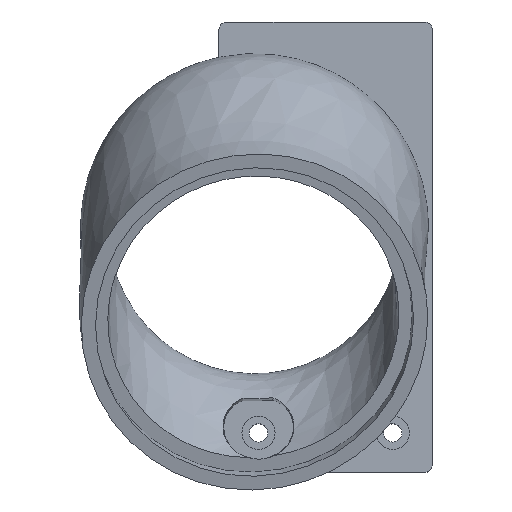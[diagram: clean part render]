
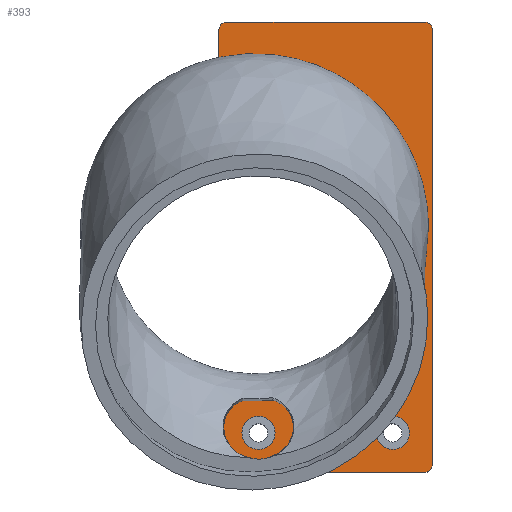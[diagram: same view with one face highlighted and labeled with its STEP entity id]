
A CAD part, top view. The second image highlights one B-rep face of the part: STEP entity #393.
In plain terms, the highlighted planar face has unit normal (0, 0, 1).
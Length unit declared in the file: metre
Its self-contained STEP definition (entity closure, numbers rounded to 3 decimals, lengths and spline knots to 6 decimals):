
#28=LINE('',#990,#50);
#29=LINE('',#995,#51);
#30=LINE('',#1019,#52);
#31=LINE('',#1023,#53);
#32=LINE('',#1027,#54);
#50=VECTOR('',#494,1.);
#51=VECTOR('',#497,1.);
#52=VECTOR('',#498,1.);
#53=VECTOR('',#501,1.);
#54=VECTOR('',#504,1.);
#74=CIRCLE('',#438,0.001);
#75=CIRCLE('',#439,0.001);
#76=CIRCLE('',#440,0.001);
#77=CIRCLE('',#441,0.001);
#78=CIRCLE('',#442,0.0021);
#79=CIRCLE('',#443,0.0021);
#87=PLANE('',#437);
#115=ORIENTED_EDGE('',*,*,#220,.F.);
#116=ORIENTED_EDGE('',*,*,#221,.T.);
#117=ORIENTED_EDGE('',*,*,#222,.F.);
#118=ORIENTED_EDGE('',*,*,#223,.T.);
#119=ORIENTED_EDGE('',*,*,#224,.T.);
#120=ORIENTED_EDGE('',*,*,#225,.T.);
#121=ORIENTED_EDGE('',*,*,#226,.F.);
#122=ORIENTED_EDGE('',*,*,#227,.T.);
#123=ORIENTED_EDGE('',*,*,#228,.T.);
#124=ORIENTED_EDGE('',*,*,#229,.T.);
#125=ORIENTED_EDGE('',*,*,#230,.T.);
#126=ORIENTED_EDGE('',*,*,#231,.T.);
#127=ORIENTED_EDGE('',*,*,#232,.F.);
#128=ORIENTED_EDGE('',*,*,#233,.F.);
#220=EDGE_CURVE('',#273,#274,#28,.T.);
#221=EDGE_CURVE('',#273,#275,#74,.T.);
#222=EDGE_CURVE('',#276,#275,#29,.T.);
#223=EDGE_CURVE('',#276,#277,#299,.T.);
#224=EDGE_CURVE('',#277,#278,#300,.T.);
#225=EDGE_CURVE('',#278,#279,#301,.T.);
#226=EDGE_CURVE('',#280,#279,#30,.T.);
#227=EDGE_CURVE('',#280,#281,#75,.T.);
#228=EDGE_CURVE('',#281,#282,#31,.T.);
#229=EDGE_CURVE('',#282,#283,#76,.T.);
#230=EDGE_CURVE('',#283,#284,#32,.T.);
#231=EDGE_CURVE('',#284,#274,#77,.T.);
#232=EDGE_CURVE('',#285,#285,#78,.T.);
#233=EDGE_CURVE('',#286,#286,#79,.T.);
#273=VERTEX_POINT('',#991);
#274=VERTEX_POINT('',#992);
#275=VERTEX_POINT('',#994);
#276=VERTEX_POINT('',#996);
#277=VERTEX_POINT('',#1008);
#278=VERTEX_POINT('',#1013);
#279=VERTEX_POINT('',#1018);
#280=VERTEX_POINT('',#1020);
#281=VERTEX_POINT('',#1022);
#282=VERTEX_POINT('',#1024);
#283=VERTEX_POINT('',#1026);
#284=VERTEX_POINT('',#1028);
#285=VERTEX_POINT('',#1031);
#286=VERTEX_POINT('',#1033);
#299=B_SPLINE_CURVE_WITH_KNOTS('',3,(#997,#998,#999,#1000,#1001,#1002,#1003,
#1004,#1005,#1006,#1007),.UNSPECIFIED.,.F.,.F.,(4,1,1,1,1,1,1,1,4),(0.,
0.11406,0.228121,0.342181,0.456242,
0.570302,0.684363,0.798423,0.912484),
 .UNSPECIFIED.);
#300=B_SPLINE_CURVE_WITH_KNOTS('',3,(#1009,#1010,#1011,#1012),
 .UNSPECIFIED.,.F.,.F.,(4,4),(0.912484,0.960765),
 .UNSPECIFIED.);
#301=B_SPLINE_CURVE_WITH_KNOTS('',3,(#1014,#1015,#1016,#1017),
 .UNSPECIFIED.,.F.,.F.,(4,4),(0.960765,1.),.UNSPECIFIED.);
#312=EDGE_LOOP('',(#115,#116,#117,#118,#119,#120,#121,#122,#123,#124,#125,
#126));
#313=EDGE_LOOP('',(#127));
#314=EDGE_LOOP('',(#128));
#353=FACE_BOUND('',#312,.T.);
#354=FACE_BOUND('',#313,.T.);
#355=FACE_BOUND('',#314,.T.);
#393=ADVANCED_FACE('',(#353,#354,#355),#87,.T.);
#437=AXIS2_PLACEMENT_3D('',#989,#492,#493);
#438=AXIS2_PLACEMENT_3D('',#993,#495,#496);
#439=AXIS2_PLACEMENT_3D('',#1021,#499,#500);
#440=AXIS2_PLACEMENT_3D('',#1025,#502,#503);
#441=AXIS2_PLACEMENT_3D('',#1029,#505,#506);
#442=AXIS2_PLACEMENT_3D('',#1030,#507,#508);
#443=AXIS2_PLACEMENT_3D('',#1032,#509,#510);
#492=DIRECTION('',(0.,0.,1.));
#493=DIRECTION('',(1.,0.,0.));
#494=DIRECTION('',(1.,0.,0.));
#495=DIRECTION('',(0.,0.,1.));
#496=DIRECTION('',(1.,0.,0.));
#497=DIRECTION('',(0.,1.,0.));
#498=DIRECTION('',(0.,1.,0.));
#499=DIRECTION('',(0.,0.,1.));
#500=DIRECTION('',(1.,0.,0.));
#501=DIRECTION('',(1.,0.,0.));
#502=DIRECTION('',(0.,0.,1.));
#503=DIRECTION('',(1.,0.,0.));
#504=DIRECTION('',(0.,1.,0.));
#505=DIRECTION('',(0.,0.,1.));
#506=DIRECTION('',(1.,0.,0.));
#507=DIRECTION('',(0.,0.,1.));
#508=DIRECTION('',(1.,0.,0.));
#509=DIRECTION('',(0.,0.,1.));
#510=DIRECTION('',(1.,0.,0.));
#989=CARTESIAN_POINT('',(0.00025,-0.0025,0.));
#990=CARTESIAN_POINT('',(0.009,0.026,0.));
#991=CARTESIAN_POINT('',(-0.0035,0.026,0.));
#992=CARTESIAN_POINT('',(0.0215,0.026,0.));
#993=CARTESIAN_POINT('',(-0.0035,0.025,0.));
#994=CARTESIAN_POINT('',(-0.0045,0.025,0.));
#995=CARTESIAN_POINT('',(-0.0045,0.023767,0.));
#996=CARTESIAN_POINT('',(-0.0045,0.021535,0.));
#997=CARTESIAN_POINT('',(-0.0045,0.021535,0.));
#998=CARTESIAN_POINT('',(-0.001579,0.022145,0.));
#999=CARTESIAN_POINT('',(0.004468,0.022162,0.));
#1000=CARTESIAN_POINT('',(0.012854,0.018604,0.));
#1001=CARTESIAN_POINT('',(0.019147,0.012027,0.));
#1002=CARTESIAN_POINT('',(0.022339,0.0035,0.));
#1003=CARTESIAN_POINT('',(0.021908,-0.005592,0.));
#1004=CARTESIAN_POINT('',(0.017929,-0.013775,0.));
#1005=CARTESIAN_POINT('',(0.01105,-0.019728,0.));
#1006=CARTESIAN_POINT('',(0.005258,-0.021568,0.));
#1007=CARTESIAN_POINT('',(0.002307,-0.021879,0.));
#1008=CARTESIAN_POINT('',(0.002307,-0.021879,0.));
#1009=CARTESIAN_POINT('',(0.002307,-0.021879,0.));
#1010=CARTESIAN_POINT('',(0.001058,-0.022011,0.));
#1011=CARTESIAN_POINT('',(-0.000211,-0.022035,0.));
#1012=CARTESIAN_POINT('',(-0.001464,-0.021952,0.));
#1013=CARTESIAN_POINT('',(-0.001464,-0.021951,0.));
#1014=CARTESIAN_POINT('',(-0.001464,-0.021952,0.));
#1015=CARTESIAN_POINT('',(-0.002483,-0.021884,0.));
#1016=CARTESIAN_POINT('',(-0.003495,-0.021745,0.));
#1017=CARTESIAN_POINT('',(-0.0045,-0.021535,0.));
#1018=CARTESIAN_POINT('',(-0.0045,-0.021535,0.));
#1019=CARTESIAN_POINT('',(-0.0045,-0.026267,0.));
#1020=CARTESIAN_POINT('',(-0.0045,-0.03,0.));
#1021=CARTESIAN_POINT('',(-0.0035,-0.03,0.));
#1022=CARTESIAN_POINT('',(-0.0035,-0.031,0.));
#1023=CARTESIAN_POINT('',(0.009,-0.031,0.));
#1024=CARTESIAN_POINT('',(0.0215,-0.031,0.));
#1025=CARTESIAN_POINT('',(0.0215,-0.03,0.));
#1026=CARTESIAN_POINT('',(0.0225,-0.03,0.));
#1027=CARTESIAN_POINT('',(0.0225,-0.0025,0.));
#1028=CARTESIAN_POINT('',(0.0225,0.025,0.));
#1029=CARTESIAN_POINT('',(0.0215,0.025,0.));
#1030=CARTESIAN_POINT('',(0.0175,-0.026,0.));
#1031=CARTESIAN_POINT('',(0.0196,-0.026,0.));
#1032=CARTESIAN_POINT('',(0.0005,-0.026,0.));
#1033=CARTESIAN_POINT('',(0.0026,-0.026,0.));
